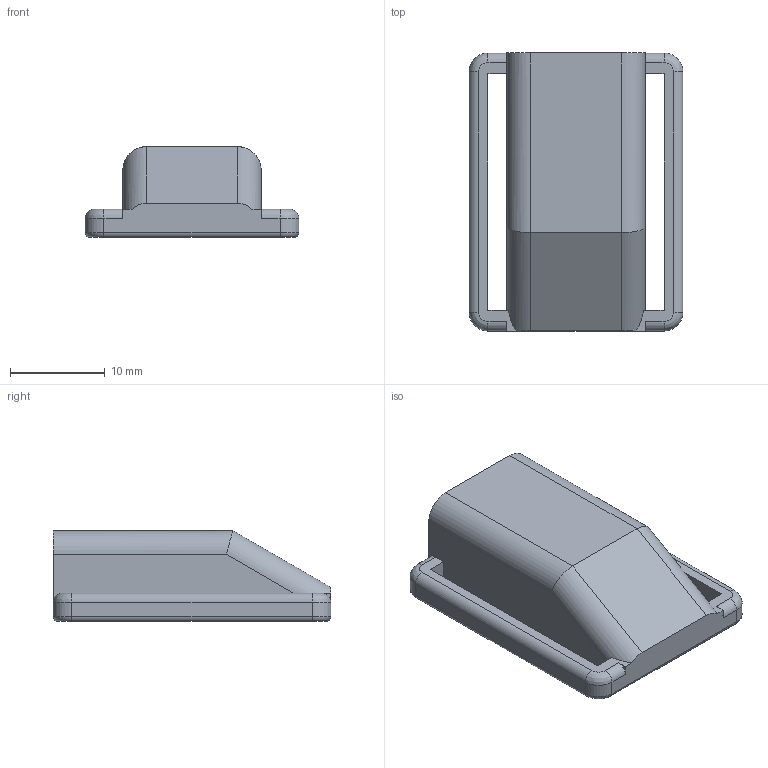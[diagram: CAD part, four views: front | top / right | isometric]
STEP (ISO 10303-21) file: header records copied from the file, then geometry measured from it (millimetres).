
FILE_DESCRIPTION(/* description */ (''),/* implementation_level */ '2;1');
FILE_NAME(/* name */ 'BMI270Aux v8.step',/* time_stamp */ '2024-07-15T23:02:12-04:00',/* author */ (''),/* organization */ (''),/* preprocessor_version */ 'ST-DEVELOPER v20',/* originating_system */ 'Autodesk Translation Framework v13.14.0.145',/* authorisation */ '');
FILE_SCHEMA (('AUTOMOTIVE_DESIGN { 1 0 10303 214 3 1 1 }'));
Length unit declared in the file: millimetre
Products named in the file (1): BMI270Aux
Bounding box: 22.64 x 29.41 x 9.6 mm (x, y, z)
Volume: 2826 mm3; surface area: 2796.4 mm2
Topology: 1 solids, 1 shells, 62 faces, 165 edges, 104 vertices
Faces by surface type: plane 35, cylinder 19, torus 4, bspline 4
Entity records: 1959 total; most frequent: CARTESIAN_POINT 364, DIRECTION 331, ORIENTED_EDGE 330, EDGE_CURVE 165, LINE 117, VECTOR 117, AXIS2_PLACEMENT_3D 107, VERTEX_POINT 104
